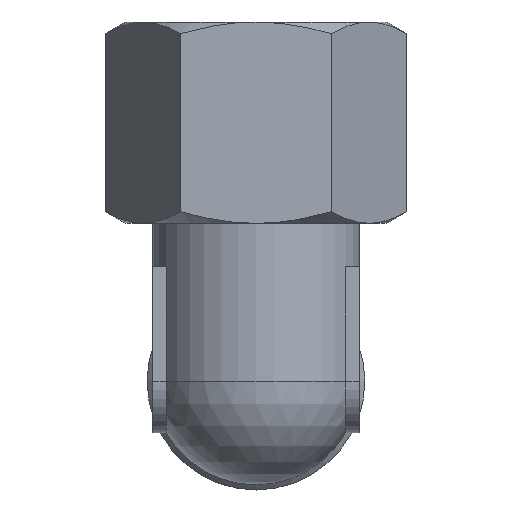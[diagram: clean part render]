
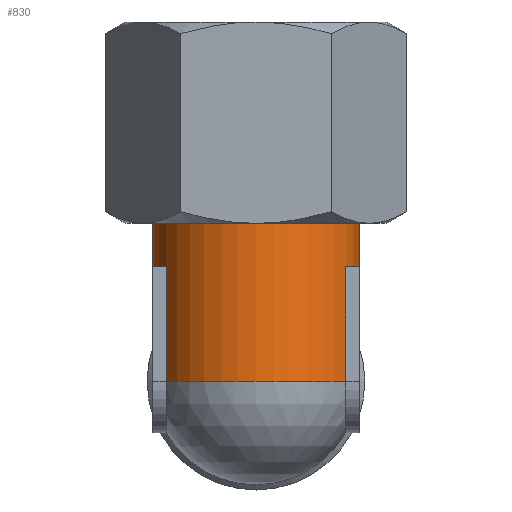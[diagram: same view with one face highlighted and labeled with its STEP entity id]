
A CAD part, left-side view. The second image highlights one B-rep face of the part: STEP entity #830.
In plain terms, the highlighted cylindrical face has radius 9.5 mm (diameter 19 mm), a full revolution.
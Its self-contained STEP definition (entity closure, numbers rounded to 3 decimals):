
#53=LINE('',#1395,#97);
#54=LINE('',#1399,#98);
#55=LINE('',#1405,#99);
#56=LINE('',#1409,#100);
#97=VECTOR('',#1055,1000.);
#98=VECTOR('',#1058,1000.);
#99=VECTOR('',#1063,1000.);
#100=VECTOR('',#1066,1000.);
#142=ELLIPSE('',#922,13.435,9.5);
#144=CYLINDRICAL_SURFACE('',#916,9.5);
#164=CIRCLE('',#917,9.5);
#165=CIRCLE('',#918,9.5);
#166=CIRCLE('',#919,9.5);
#167=CIRCLE('',#920,9.5);
#168=CIRCLE('',#921,9.5);
#169=CIRCLE('',#923,9.5);
#230=ORIENTED_EDGE('',*,*,#460,.F.);
#231=ORIENTED_EDGE('',*,*,#461,.F.);
#232=ORIENTED_EDGE('',*,*,#462,.F.);
#233=ORIENTED_EDGE('',*,*,#463,.F.);
#234=ORIENTED_EDGE('',*,*,#464,.F.);
#235=ORIENTED_EDGE('',*,*,#465,.F.);
#236=ORIENTED_EDGE('',*,*,#466,.F.);
#237=ORIENTED_EDGE('',*,*,#467,.F.);
#238=ORIENTED_EDGE('',*,*,#468,.T.);
#239=ORIENTED_EDGE('',*,*,#469,.F.);
#240=ORIENTED_EDGE('',*,*,#470,.T.);
#460=EDGE_CURVE('',#567,#568,#164,.T.);
#461=EDGE_CURVE('',#569,#567,#165,.T.);
#462=EDGE_CURVE('',#570,#569,#53,.F.);
#463=EDGE_CURVE('',#571,#570,#166,.T.);
#464=EDGE_CURVE('',#572,#571,#54,.T.);
#465=EDGE_CURVE('',#573,#572,#167,.T.);
#466=EDGE_CURVE('',#574,#573,#168,.T.);
#467=EDGE_CURVE('',#575,#574,#55,.F.);
#468=EDGE_CURVE('',#575,#576,#142,.F.);
#469=EDGE_CURVE('',#568,#576,#56,.T.);
#470=EDGE_CURVE('',#577,#577,#169,.T.);
#567=VERTEX_POINT('',#1391);
#568=VERTEX_POINT('',#1392);
#569=VERTEX_POINT('',#1394);
#570=VERTEX_POINT('',#1396);
#571=VERTEX_POINT('',#1398);
#572=VERTEX_POINT('',#1400);
#573=VERTEX_POINT('',#1402);
#574=VERTEX_POINT('',#1404);
#575=VERTEX_POINT('',#1406);
#576=VERTEX_POINT('',#1408);
#577=VERTEX_POINT('',#1411);
#653=EDGE_LOOP('',(#230,#231,#232,#233,#234,#235,#236,#237,#238,#239));
#654=EDGE_LOOP('',(#240));
#733=FACE_BOUND('',#653,.T.);
#734=FACE_BOUND('',#654,.T.);
#830=ADVANCED_FACE('',(#733,#734),#144,.T.);
#916=AXIS2_PLACEMENT_3D('',#1389,#1049,#1050);
#917=AXIS2_PLACEMENT_3D('',#1390,#1051,#1052);
#918=AXIS2_PLACEMENT_3D('',#1393,#1053,#1054);
#919=AXIS2_PLACEMENT_3D('',#1397,#1056,#1057);
#920=AXIS2_PLACEMENT_3D('',#1401,#1059,#1060);
#921=AXIS2_PLACEMENT_3D('',#1403,#1061,#1062);
#922=AXIS2_PLACEMENT_3D('',#1407,#1064,#1065);
#923=AXIS2_PLACEMENT_3D('',#1410,#1067,#1068);
#1049=DIRECTION('',(0.,0.,-1.));
#1050=DIRECTION('',(-1.,0.,0.));
#1051=DIRECTION('',(0.,0.,-1.));
#1052=DIRECTION('',(-1.,0.,0.));
#1053=DIRECTION('',(0.,0.,-1.));
#1054=DIRECTION('',(-1.,0.,0.));
#1055=DIRECTION('',(0.,0.,-1.));
#1056=DIRECTION('',(0.,0.,-1.));
#1057=DIRECTION('',(-1.,0.,0.));
#1058=DIRECTION('',(0.,0.,-1.));
#1059=DIRECTION('',(0.,0.,-1.));
#1060=DIRECTION('',(-1.,0.,0.));
#1061=DIRECTION('',(0.,0.,-1.));
#1062=DIRECTION('',(-1.,0.,0.));
#1063=DIRECTION('',(0.,0.,-1.));
#1064=DIRECTION('',(0.707,0.,-0.707));
#1065=DIRECTION('',(-0.707,0.,-0.707));
#1066=DIRECTION('',(0.,0.,-1.));
#1067=DIRECTION('',(0.,0.,-1.));
#1068=DIRECTION('',(-1.,0.,0.));
#1389=CARTESIAN_POINT('',(0.,0.,-31.));
#1390=CARTESIAN_POINT('',(0.,0.,-20.5));
#1391=CARTESIAN_POINT('',(0.,9.5,-20.5));
#1392=CARTESIAN_POINT('',(4.75,8.227,-20.5));
#1393=CARTESIAN_POINT('',(0.,0.,-20.5));
#1394=CARTESIAN_POINT('',(-4.75,8.227,-20.5));
#1395=CARTESIAN_POINT('',(-4.75,8.227,-31.));
#1396=CARTESIAN_POINT('',(-4.75,8.227,-31.));
#1397=CARTESIAN_POINT('',(0.,0.,-31.));
#1398=CARTESIAN_POINT('',(-4.75,-8.227,-31.));
#1399=CARTESIAN_POINT('',(-4.75,-8.227,-31.));
#1400=CARTESIAN_POINT('',(-4.75,-8.227,-20.5));
#1401=CARTESIAN_POINT('',(0.,0.,-20.5));
#1402=CARTESIAN_POINT('',(0.,-9.5,-20.5));
#1403=CARTESIAN_POINT('',(0.,0.,-20.5));
#1404=CARTESIAN_POINT('',(4.75,-8.227,-20.5));
#1405=CARTESIAN_POINT('',(4.75,-8.227,-31.));
#1406=CARTESIAN_POINT('',(4.75,-8.227,-26.25));
#1407=CARTESIAN_POINT('',(0.,0.,-31.));
#1408=CARTESIAN_POINT('',(4.75,8.227,-26.25));
#1409=CARTESIAN_POINT('',(4.75,8.227,-31.));
#1410=CARTESIAN_POINT('',(0.,0.,-16.5));
#1411=CARTESIAN_POINT('',(-9.5,0.,-16.5));
